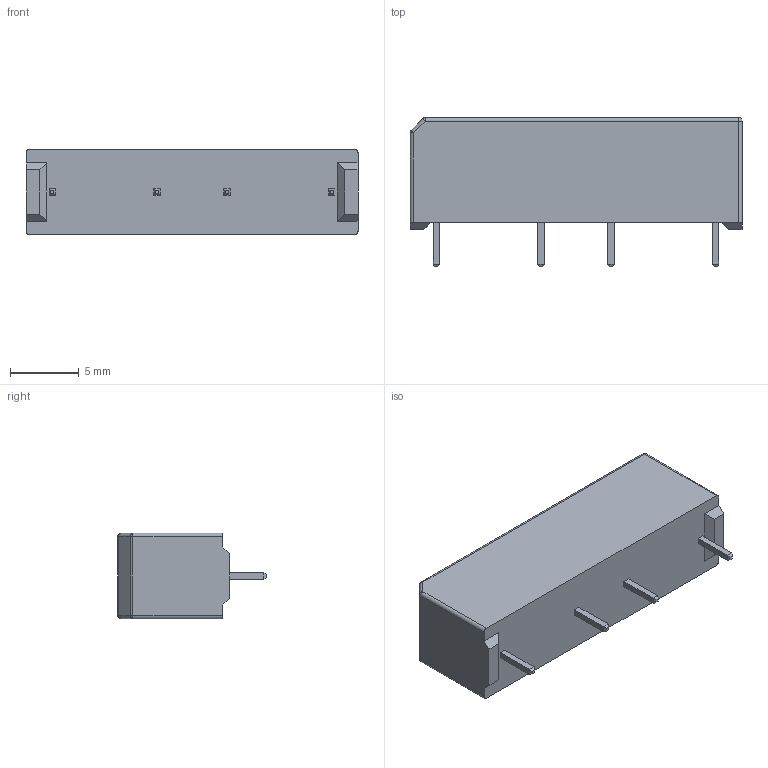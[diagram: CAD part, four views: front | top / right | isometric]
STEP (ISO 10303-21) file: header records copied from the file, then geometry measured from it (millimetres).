
FILE_DESCRIPTION (( 'STEP AP214' ), '1' );
FILE_NAME ('SHV05-1A85-78D3K.STEP', '2022-02-17T17:02:26', ( '' ), ( '' ), 'SwSTEP 2.0', 'SolidWorks 2021', '' );
FILE_SCHEMA (( 'AUTOMOTIVE_DESIGN' ));
Length unit declared in the file: millimetre
Products named in the file (1): SHV05-1A85-78D3K
Bounding box: 24.13 x 10.81 x 6.22 mm (x, y, z)
Volume: 1148.2 mm3; surface area: 778.4 mm2
Topology: 1 solids, 1 shells, 68 faces, 158 edges, 90 vertices
Faces by surface type: plane 51, cylinder 11, sphere 6
Entity records: 2135 total; most frequent: DIRECTION 312, CARTESIAN_POINT 311, ORIENTED_EDGE 304, EDGE_CURVE 152, LINE 130, VECTOR 130, AXIS2_PLACEMENT_3D 91, VERTEX_POINT 90
